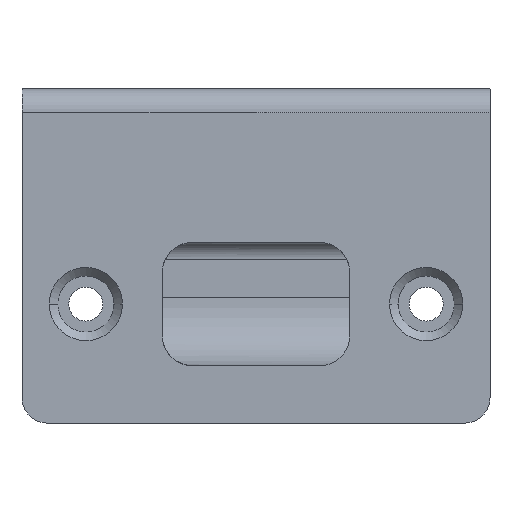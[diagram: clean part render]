
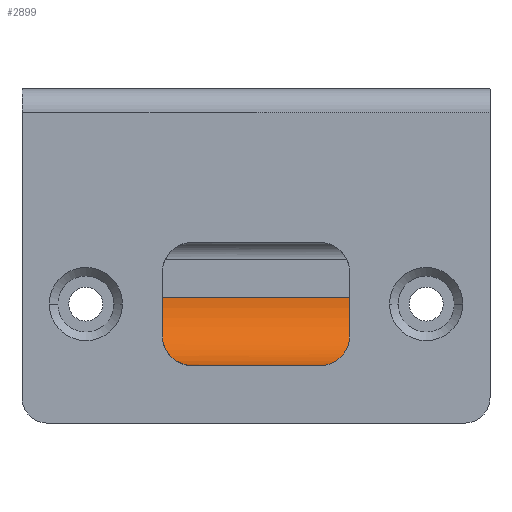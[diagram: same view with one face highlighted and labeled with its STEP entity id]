
A CAD part, top view. The second image highlights one B-rep face of the part: STEP entity #2899.
In plain terms, the highlighted cylindrical face has radius 8 mm (diameter 16 mm), a partial arc.
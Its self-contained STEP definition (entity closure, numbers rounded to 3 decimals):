
#199 = CARTESIAN_POINT ( 'NONE',  ( -15., 0.75, 0. ) ) ;
#200 = DIRECTION ( 'NONE',  ( 1., 0., 0. ) ) ;
#201 = DIRECTION ( 'NONE',  ( 0., 0., -1. ) ) ;
#750 = CARTESIAN_POINT ( 'NONE',  ( 11., 0.75, 0. ) ) ;
#751 = DIRECTION ( 'NONE',  ( -1., 0., 0. ) ) ;
#752 = DIRECTION ( 'NONE',  ( 0., 0., -1. ) ) ;
#753 = CARTESIAN_POINT ( 'NONE',  ( 11., -3.75, -6.614 ) ) ;
#772 = LINE ( 'NONE', #773, #1761 ) ;
#773 = CARTESIAN_POINT ( 'NONE',  ( -15., 0.75, -8. ) ) ;
#774 = DIRECTION ( 'NONE',  ( 1., 0., 0. ) ) ;
#781 = CARTESIAN_POINT ( 'NONE',  ( 11., -4.052, -6.409 ) ) ;
#782 = CARTESIAN_POINT ( 'NONE',  ( 10.962, -4.334, -6.187 ) ) ;
#783 = CARTESIAN_POINT ( 'NONE',  ( 10.83, -4.86, -5.714 ) ) ;
#784 = CARTESIAN_POINT ( 'NONE',  ( 10.736, -5.107, -5.46 ) ) ;
#785 = CARTESIAN_POINT ( 'NONE',  ( 10.51, -5.553, -4.939 ) ) ;
#1166 = CIRCLE ( 'NONE', #1754, 8. ) ;
#1222 = CIRCLE ( 'NONE', #1766, 8. ) ;
#1754 = AXIS2_PLACEMENT_3D ( 'NONE', #750, #751, #752 ) ;
#1761 = VECTOR ( 'NONE', #774, 1000. ) ;
#1766 = AXIS2_PLACEMENT_3D ( 'NONE', #1857, #1861, #1862 ) ;
#1770 = VECTOR ( 'NONE', #1866, 1000. ) ;
#1822 = CARTESIAN_POINT ( 'NONE',  ( 10.379, -5.753, -4.671 ) ) ;
#1823 = CARTESIAN_POINT ( 'NONE',  ( 10.091, -6.115, -4.121 ) ) ;
#1824 = CARTESIAN_POINT ( 'NONE',  ( 9.932, -6.277, -3.837 ) ) ;
#1825 = CARTESIAN_POINT ( 'NONE',  ( 9.428, -6.704, -2.975 ) ) ;
#1826 = CARTESIAN_POINT ( 'NONE',  ( 9.063, -6.908, -2.393 ) ) ;
#1827 = CARTESIAN_POINT ( 'NONE',  ( 8.491, -7.113, -1.505 ) ) ;
#1828 = CARTESIAN_POINT ( 'NONE',  ( 8.296, -7.164, -1.206 ) ) ;
#1829 = CARTESIAN_POINT ( 'NONE',  ( 7.998, -7.216, -0.754 ) ) ;
#1830 = CARTESIAN_POINT ( 'NONE',  ( 7.899, -7.229, -0.604 ) ) ;
#1831 = CARTESIAN_POINT ( 'NONE',  ( 7.7, -7.246, -0.302 ) ) ;
#1832 = CARTESIAN_POINT ( 'NONE',  ( 7.599, -7.25, -0.15 ) ) ;
#1833 = CARTESIAN_POINT ( 'NONE',  ( 7.5, -7.25, 0. ) ) ;
#1837 = CARTESIAN_POINT ( 'NONE',  ( -7.5, -7.25, 0. ) ) ;
#1841 = CARTESIAN_POINT ( 'NONE',  ( -7.899, -7.25, -0.604 ) ) ;
#1842 = CARTESIAN_POINT ( 'NONE',  ( -8.3, -7.181, -1.21 ) ) ;
#1843 = CARTESIAN_POINT ( 'NONE',  ( -9.063, -6.908, -2.394 ) ) ;
#1844 = CARTESIAN_POINT ( 'NONE',  ( -9.428, -6.704, -2.975 ) ) ;
#1845 = CARTESIAN_POINT ( 'NONE',  ( -9.932, -6.277, -3.837 ) ) ;
#1846 = CARTESIAN_POINT ( 'NONE',  ( -10.091, -6.115, -4.121 ) ) ;
#1847 = CARTESIAN_POINT ( 'NONE',  ( -10.379, -5.753, -4.671 ) ) ;
#1848 = CARTESIAN_POINT ( 'NONE',  ( -10.51, -5.553, -4.939 ) ) ;
#1849 = CARTESIAN_POINT ( 'NONE',  ( -10.736, -5.107, -5.461 ) ) ;
#1850 = CARTESIAN_POINT ( 'NONE',  ( -10.83, -4.86, -5.714 ) ) ;
#1851 = CARTESIAN_POINT ( 'NONE',  ( -10.962, -4.334, -6.187 ) ) ;
#1852 = CARTESIAN_POINT ( 'NONE',  ( -11., -4.052, -6.409 ) ) ;
#1853 = CARTESIAN_POINT ( 'NONE',  ( -11., -3.75, -6.614 ) ) ;
#1857 = CARTESIAN_POINT ( 'NONE',  ( -11., 0.75, 0. ) ) ;
#1861 = DIRECTION ( 'NONE',  ( 1., 0., 0. ) ) ;
#1862 = DIRECTION ( 'NONE',  ( 0., 0., 1. ) ) ;
#1864 = LINE ( 'NONE', #1865, #1770 ) ;
#1865 = CARTESIAN_POINT ( 'NONE',  ( -7.5, -7.25, 0. ) ) ;
#1866 = DIRECTION ( 'NONE',  ( 1., 0., 0. ) ) ;
#2057 = CARTESIAN_POINT ( 'NONE',  ( 11., 0.75, -8. ) ) ;
#2073 = CARTESIAN_POINT ( 'NONE',  ( 7.5, -7.25, 0. ) ) ;
#2074 = CARTESIAN_POINT ( 'NONE',  ( -7.5, -7.25, 0. ) ) ;
#2078 = CARTESIAN_POINT ( 'NONE',  ( -11., -3.75, -6.614 ) ) ;
#2094 = CARTESIAN_POINT ( 'NONE',  ( -11., 0.75, -8. ) ) ;
#2095 = CARTESIAN_POINT ( 'NONE',  ( 11., -3.75, -6.614 ) ) ;
#2330 = FACE_OUTER_BOUND ( 'NONE', #2539, .T. ) ;
#2334 = CYLINDRICAL_SURFACE ( 'NONE', #2335, 8. ) ;
#2335 = AXIS2_PLACEMENT_3D ( 'NONE', #199, #200, #201 ) ;
#2458 = B_SPLINE_CURVE_WITH_KNOTS ( 'NONE', 3,
 ( #753, #781, #782, #783, #784, #785, #1822, #1823, #1824, #1825, #1826, #1827, #1828, #1829, #1830, #1831, #1832, #1833 ),
 .UNSPECIFIED., .F., .F.,
 ( 4, 2, 2, 2, 2, 2, 2, 2, 4 ),
 ( 0., 0.001, 0.002, 0.003, 0.004, 0.006, 0.008, 0.008, 0.009 ),
 .UNSPECIFIED. ) ;
#2459 = B_SPLINE_CURVE_WITH_KNOTS ( 'NONE', 3,
 ( #1837, #1841, #1842, #1843, #1844, #1845, #1846, #1847, #1848, #1849, #1850, #1851, #1852, #1853 ),
 .UNSPECIFIED., .F., .F.,
 ( 4, 2, 2, 2, 2, 2, 4 ),
 ( 0., 0.002, 0.004, 0.005, 0.006, 0.008, 0.009 ),
 .UNSPECIFIED. ) ;
#2539 = EDGE_LOOP ( 'NONE', ( #3002, #3003, #3004, #2999, #3005, #3006 ) ) ;
#2584 = VERTEX_POINT ( 'NONE', #2057 ) ;
#2600 = VERTEX_POINT ( 'NONE', #2073 ) ;
#2601 = VERTEX_POINT ( 'NONE', #2074 ) ;
#2605 = VERTEX_POINT ( 'NONE', #2078 ) ;
#2621 = VERTEX_POINT ( 'NONE', #2094 ) ;
#2622 = VERTEX_POINT ( 'NONE', #2095 ) ;
#2719 = EDGE_CURVE ( 'NONE', #2584, #2622, #1166, .T. ) ;
#2726 = EDGE_CURVE ( 'NONE', #2621, #2584, #772, .T. ) ;
#2729 = EDGE_CURVE ( 'NONE', #2622, #2600, #2458, .T. ) ;
#2732 = EDGE_CURVE ( 'NONE', #2601, #2605, #2459, .T. ) ;
#2735 = EDGE_CURVE ( 'NONE', #2605, #2621, #1222, .T. ) ;
#2736 = EDGE_CURVE ( 'NONE', #2601, #2600, #1864, .T. ) ;
#2899 = ADVANCED_FACE ( 'NONE', ( #2330 ), #2334, .F. ) ;
#2999 = ORIENTED_EDGE ( 'NONE', *, *, #2732, .F. ) ;
#3002 = ORIENTED_EDGE ( 'NONE', *, *, #2719, .F. ) ;
#3003 = ORIENTED_EDGE ( 'NONE', *, *, #2726, .F. ) ;
#3004 = ORIENTED_EDGE ( 'NONE', *, *, #2735, .F. ) ;
#3005 = ORIENTED_EDGE ( 'NONE', *, *, #2736, .T. ) ;
#3006 = ORIENTED_EDGE ( 'NONE', *, *, #2729, .F. ) ;
